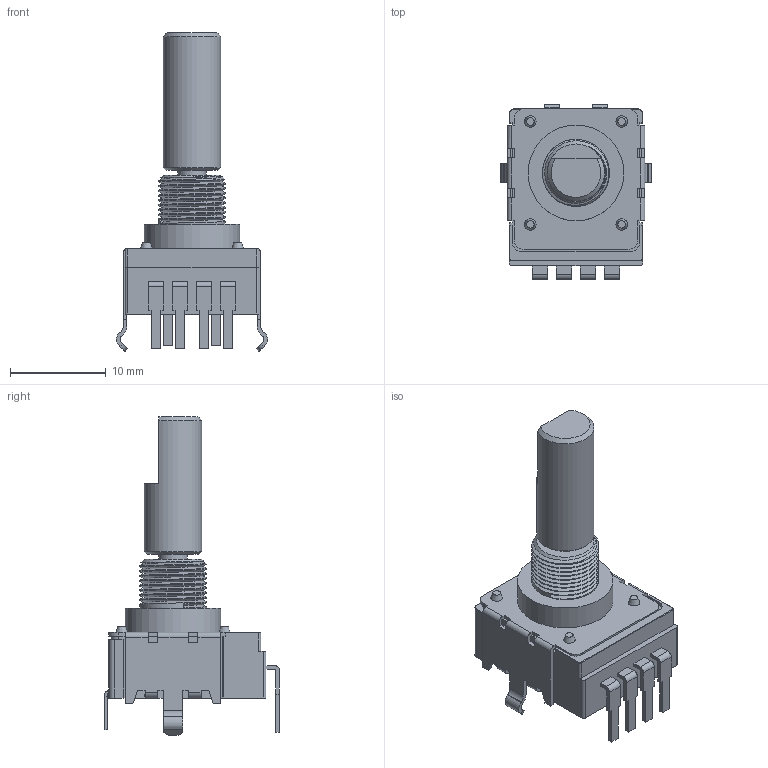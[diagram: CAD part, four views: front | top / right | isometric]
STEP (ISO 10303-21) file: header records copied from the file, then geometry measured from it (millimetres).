
FILE_DESCRIPTION(/* description */ ('Unknown'),/* implementation_level */ '2;1');
FILE_NAME(/* name */ 'RV142FPF-40B1-20F-0B10K-004',/* time_stamp */ '2024-09-24T13:20:46+02:00',/* author */ ('Unknown'),/* organization */ ('Unknown'),/* preprocessor_version */ 'ST-DEVELOPER v18.102',/* originating_system */ 'Solid Edge',/* authorisation */ 'Unknown');
FILE_SCHEMA (('AUTOMOTIVE_DESIGN {1 0 10303 214 3 1 1}'));
Length unit declared in the file: millimetre
Products named in the file (1): RV142FPF-40B1-20F-0B10K-004
Bounding box: 15.79 x 18.25 x 33.3 mm (x, y, z)
Volume: 2326.9 mm3; surface area: 1956.8 mm2
Topology: 1 solids, 1 shells, 308 faces, 874 edges, 574 vertices
Faces by surface type: plane 213, cylinder 78, torus 8, cone 7, bspline 2
Full cylindrical faces by diameter (mm): 3 x1, 6 x1, 7 x8, 10 x1
Entity records: 12862 total; most frequent: CARTESIAN_POINT 2875, ORIENTED_EDGE 1672, DIRECTION 1589, EDGE_CURVE 836, LINE 667, VECTOR 667, VERTEX_POINT 554, AXIS2_PLACEMENT_3D 461
